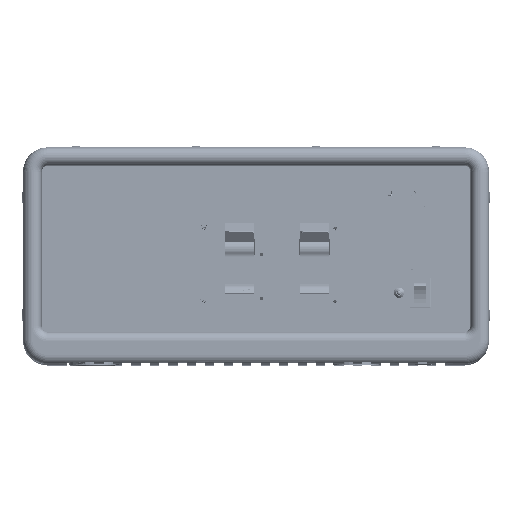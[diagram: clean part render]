
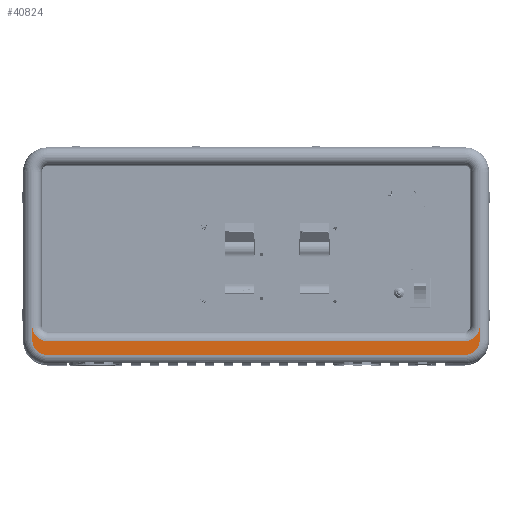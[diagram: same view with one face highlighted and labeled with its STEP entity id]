
A CAD part, top view. The second image highlights one B-rep face of the part: STEP entity #40824.
In plain terms, the highlighted planar face has unit normal (0, 0, 1).
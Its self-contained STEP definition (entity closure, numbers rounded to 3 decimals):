
#5907 = ORIENTED_EDGE ( 'NONE', *, *, #30985, .T. ) ;
#6965 = PLANE ( 'NONE',  #56436 ) ;
#9416 = EDGE_CURVE ( 'NONE', #120296, #61359, #206842, .T. ) ;
#13189 = DIRECTION ( 'NONE',  ( 1., 0., 0. ) ) ;
#16161 = EDGE_CURVE ( 'NONE', #174382, #78964, #79363, .T. ) ;
#20164 = VECTOR ( 'NONE', #137669, 1000. ) ;
#20788 = DIRECTION ( 'NONE',  ( 0., 0., -1. ) ) ;
#23230 = CARTESIAN_POINT ( 'NONE',  ( 297.186, 0., 7.35 ) ) ;
#25730 = DIRECTION ( 'NONE',  ( 0., 0., -1. ) ) ;
#26019 = CARTESIAN_POINT ( 'NONE',  ( 0.006, 116.586, 7.35 ) ) ;
#28132 = CARTESIAN_POINT ( 'NONE',  ( 307.6, 0.889, 7.35 ) ) ;
#28283 = AXIS2_PLACEMENT_3D ( 'NONE', #134344, #35471, #150826 ) ;
#30985 = EDGE_CURVE ( 'NONE', #78964, #99287, #73608, .T. ) ;
#35471 = DIRECTION ( 'NONE',  ( 0., 0., 1. ) ) ;
#38192 = AXIS2_PLACEMENT_3D ( 'NONE', #140221, #41410, #156733 ) ;
#38525 = EDGE_CURVE ( 'NONE', #61359, #174382, #151696, .T. ) ;
#38823 = CARTESIAN_POINT ( 'NONE',  ( 307.6, 116.586, 7.35 ) ) ;
#40824 = ADVANCED_FACE ( 'NONE', ( #199352 ), #6965, .F. ) ;
#41410 = DIRECTION ( 'NONE',  ( 0., 0., -1. ) ) ;
#42704 = ORIENTED_EDGE ( 'NONE', *, *, #16161, .T. ) ;
#43367 = CARTESIAN_POINT ( 'NONE',  ( 0.006, 10.414, 7.35 ) ) ;
#52394 = DIRECTION ( 'NONE',  ( -1., 0., 0. ) ) ;
#56436 = AXIS2_PLACEMENT_3D ( 'NONE', #124587, #25730, #141089 ) ;
#56442 = EDGE_CURVE ( 'NONE', #208348, #120331, #163692, .T. ) ;
#61359 = VERTEX_POINT ( 'NONE', #28132 ) ;
#73608 = LINE ( 'NONE', #167810, #210502 ) ;
#78233 = CARTESIAN_POINT ( 'NONE',  ( 10.42, 0., 7.35 ) ) ;
#78964 = VERTEX_POINT ( 'NONE', #23230 ) ;
#79363 = CIRCLE ( 'NONE', #38192, 10.414 ) ;
#87701 = EDGE_LOOP ( 'NONE', ( #101740, #126683, #42704, #5907, #178183, #170612, #190829, #195358 ) ) ;
#87868 = EDGE_CURVE ( 'NONE', #120331, #120296, #119944, .T. ) ;
#92339 = DIRECTION ( 'NONE',  ( 0., -1., 0. ) ) ;
#94724 = CARTESIAN_POINT ( 'NONE',  ( 297.186, 0.889, 7.35 ) ) ;
#99287 = VERTEX_POINT ( 'NONE', #78233 ) ;
#101740 = ORIENTED_EDGE ( 'NONE', *, *, #9416, .T. ) ;
#102921 = CARTESIAN_POINT ( 'NONE',  ( 10.42, -9.525, 7.35 ) ) ;
#109642 = VECTOR ( 'NONE', #13189, 1000. ) ;
#111116 = LINE ( 'NONE', #26019, #149742 ) ;
#111365 = DIRECTION ( 'NONE',  ( -1., 0., 0. ) ) ;
#119581 = CARTESIAN_POINT ( 'NONE',  ( 10.42, 10.414, 7.35 ) ) ;
#119944 = LINE ( 'NONE', #210779, #109642 ) ;
#120296 = VERTEX_POINT ( 'NONE', #167736 ) ;
#120331 = VERTEX_POINT ( 'NONE', #102921 ) ;
#124587 = CARTESIAN_POINT ( 'NONE',  ( 297.186, 116.586, 7.35 ) ) ;
#126683 = ORIENTED_EDGE ( 'NONE', *, *, #38525, .T. ) ;
#129066 = AXIS2_PLACEMENT_3D ( 'NONE', #119581, #20788, #136186 ) ;
#134344 = CARTESIAN_POINT ( 'NONE',  ( 10.42, 0.889, 7.35 ) ) ;
#136186 = DIRECTION ( 'NONE',  ( -1., 0., 0. ) ) ;
#137669 = DIRECTION ( 'NONE',  ( 0., 1., 0. ) ) ;
#140221 = CARTESIAN_POINT ( 'NONE',  ( 297.186, 10.414, 7.35 ) ) ;
#141089 = DIRECTION ( 'NONE',  ( -1., 0., 0. ) ) ;
#149742 = VECTOR ( 'NONE', #92339, 1000. ) ;
#150826 = DIRECTION ( 'NONE',  ( -1., 0., 0. ) ) ;
#151696 = LINE ( 'NONE', #38823, #20164 ) ;
#152916 = CARTESIAN_POINT ( 'NONE',  ( 307.6, 10.414, 7.35 ) ) ;
#156733 = DIRECTION ( 'NONE',  ( -1., 0., 0. ) ) ;
#157293 = CARTESIAN_POINT ( 'NONE',  ( 0.006, 0.889, 7.35 ) ) ;
#160215 = EDGE_CURVE ( 'NONE', #99287, #208434, #210696, .T. ) ;
#163692 = CIRCLE ( 'NONE', #28283, 10.414 ) ;
#167736 = CARTESIAN_POINT ( 'NONE',  ( 297.186, -9.525, 7.35 ) ) ;
#167810 = CARTESIAN_POINT ( 'NONE',  ( 297.186, 0., 7.35 ) ) ;
#170612 = ORIENTED_EDGE ( 'NONE', *, *, #172744, .T. ) ;
#172744 = EDGE_CURVE ( 'NONE', #208434, #208348, #111116, .T. ) ;
#174382 = VERTEX_POINT ( 'NONE', #152916 ) ;
#178183 = ORIENTED_EDGE ( 'NONE', *, *, #160215, .T. ) ;
#190829 = ORIENTED_EDGE ( 'NONE', *, *, #56442, .T. ) ;
#195358 = ORIENTED_EDGE ( 'NONE', *, *, #87868, .T. ) ;
#199352 = FACE_OUTER_BOUND ( 'NONE', #87701, .T. ) ;
#206842 = CIRCLE ( 'NONE', #207316, 10.414 ) ;
#207316 = AXIS2_PLACEMENT_3D ( 'NONE', #94724, #210151, #111365 ) ;
#208348 = VERTEX_POINT ( 'NONE', #157293 ) ;
#208434 = VERTEX_POINT ( 'NONE', #43367 ) ;
#210151 = DIRECTION ( 'NONE',  ( 0., 0., 1. ) ) ;
#210502 = VECTOR ( 'NONE', #52394, 1000. ) ;
#210696 = CIRCLE ( 'NONE', #129066, 10.414 ) ;
#210779 = CARTESIAN_POINT ( 'NONE',  ( 297.186, -9.525, 7.35 ) ) ;
